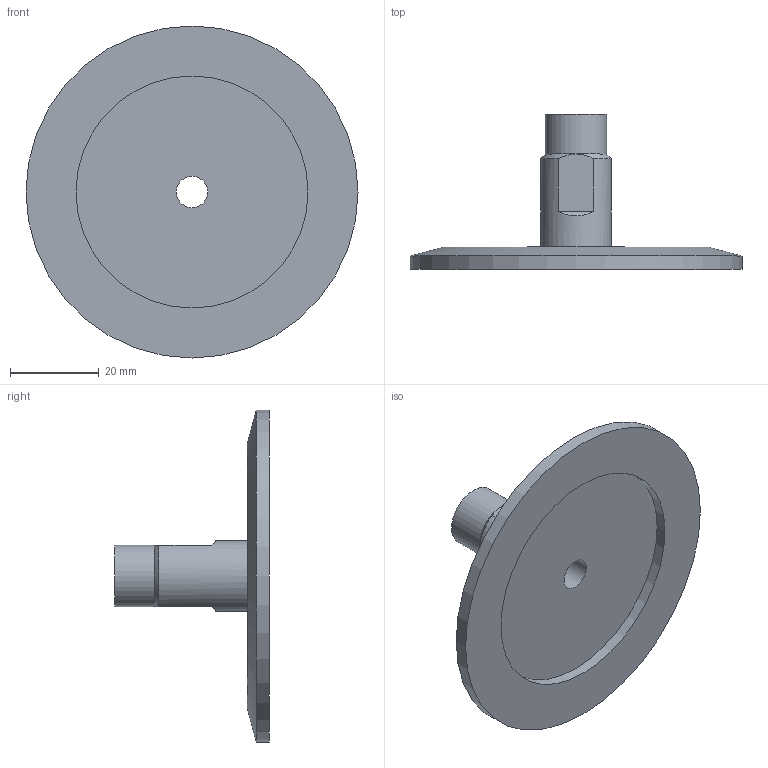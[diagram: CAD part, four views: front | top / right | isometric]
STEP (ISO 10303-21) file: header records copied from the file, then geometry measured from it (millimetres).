
FILE_DESCRIPTION(/* description */ (''),/* implementation_level */ '2;1');
FILE_NAME(/* name */ 'FL-50KF-1_4BSPM.stp',/* time_stamp */ '2019-03-12T09:09:58+00:00',/* author */ ('paul'),/* organization */ (''),/* preprocessor_version */ 'ST-DEVELOPER v17.2',/* originating_system */ 'Autodesk Inventor 2019',/* authorisation */ '');
FILE_SCHEMA (('AUTOMOTIVE_DESIGN { 1 0 10303 214 3 1 1 }'));
Length unit declared in the file: millimetre
Products named in the file (1): FL-16KF-1_8BSPM
Bounding box: 75 x 35 x 75 mm (x, y, z)
Volume: 19190 mm3; surface area: 12063 mm2
Topology: 1 solids, 1 shells, 16 faces, 42 edges, 30 vertices
Faces by surface type: plane 8, cylinder 5, cone 3
Full cylindrical faces by diameter (mm): 7.1 x1, 13.9 x1, 16 x1, 52.4 x1, 75 x1
Entity records: 561 total; most frequent: DIRECTION 98, CARTESIAN_POINT 97, ORIENTED_EDGE 84, AXIS2_PLACEMENT_3D 43, EDGE_CURVE 42, VERTEX_POINT 30, CIRCLE 24, EDGE_LOOP 20
